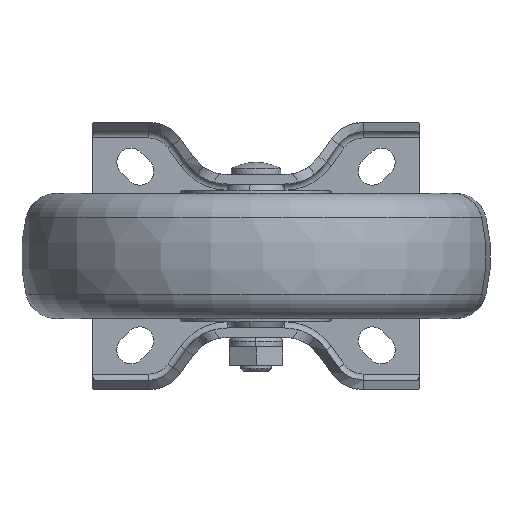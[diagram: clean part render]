
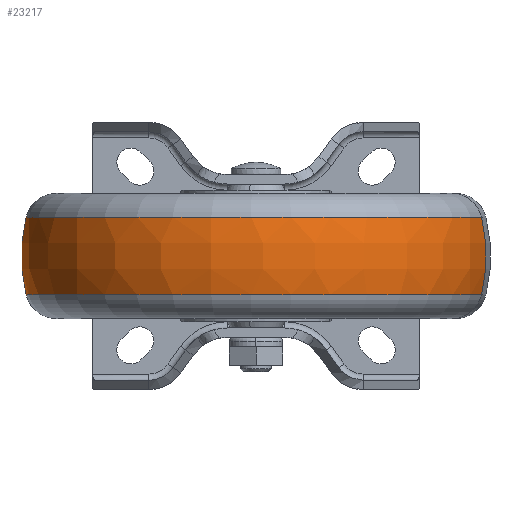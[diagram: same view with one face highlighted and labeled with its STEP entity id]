
A CAD part, front view. The second image highlights one B-rep face of the part: STEP entity #23217.
In plain terms, the highlighted toroidal (fillet/blend) face has major radius 23 mm and minor radius 52 mm.
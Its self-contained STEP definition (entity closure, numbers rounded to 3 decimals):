
#252 = DIRECTION ( 'NONE',  ( 0., 0., 1. ) ) ;
#2599 = DIRECTION ( 'NONE',  ( 0.194, 0.981, 0. ) ) ;
#5390 = CARTESIAN_POINT ( 'NONE',  ( -72.108, -103.487, -12.381 ) ) ;
#5429 = CIRCLE ( 'NONE', #18105, 73.505 ) ;
#7246 = AXIS2_PLACEMENT_3D ( 'NONE', #12181, #38154, #15920 ) ;
#7544 = VERTEX_POINT ( 'NONE', #24263 ) ;
#7779 = VERTEX_POINT ( 'NONE', #29175 ) ;
#8220 = VERTEX_POINT ( 'NONE', #5390 ) ;
#8545 = VERTEX_POINT ( 'NONE', #23957 ) ;
#10119 = DIRECTION ( 'NONE',  ( 0., 0., -1. ) ) ;
#12181 = CARTESIAN_POINT ( 'NONE',  ( -22.563, -113.287, 0. ) ) ;
#12700 = EDGE_CURVE ( 'NONE', #8220, #8545, #5429, .T. ) ;
#15490 = EDGE_CURVE ( 'NONE', #7779, #8220, #27350, .T. ) ;
#15636 = CARTESIAN_POINT ( 'NONE',  ( 0., -117.75, 0. ) ) ;
#15920 = DIRECTION ( 'NONE',  ( 0.981, -0.194, 0. ) ) ;
#16348 = EDGE_LOOP ( 'NONE', ( #27897, #20282, #24504, #35865 ) ) ;
#18105 = AXIS2_PLACEMENT_3D ( 'NONE', #22623, #252, #26354 ) ;
#20282 = ORIENTED_EDGE ( 'NONE', *, *, #15490, .T. ) ;
#22616 = CIRCLE ( 'NONE', #33914, 52. ) ;
#22623 = CARTESIAN_POINT ( 'NONE',  ( 0., -117.75, -12.381 ) ) ;
#23217 = ADVANCED_FACE ( 'NONE', ( #28286 ), #38143, .T. ) ;
#23452 = AXIS2_PLACEMENT_3D ( 'NONE', #32401, #10119, #36137 ) ;
#23957 = CARTESIAN_POINT ( 'NONE',  ( 72.108, -132.013, -12.381 ) ) ;
#24263 = CARTESIAN_POINT ( 'NONE',  ( 72.108, -132.013, 12.381 ) ) ;
#24504 = ORIENTED_EDGE ( 'NONE', *, *, #12700, .T. ) ;
#24925 = CARTESIAN_POINT ( 'NONE',  ( 22.563, -122.213, 0. ) ) ;
#26354 = DIRECTION ( 'NONE',  ( -0.981, 0.194, 0. ) ) ;
#27350 = CIRCLE ( 'NONE', #7246, 52. ) ;
#27897 = ORIENTED_EDGE ( 'NONE', *, *, #39339, .T. ) ;
#28286 = FACE_OUTER_BOUND ( 'NONE', #16348, .T. ) ;
#28643 = DIRECTION ( 'NONE',  ( -0.981, 0.194, 0. ) ) ;
#29175 = CARTESIAN_POINT ( 'NONE',  ( -72.108, -103.487, 12.381 ) ) ;
#32401 = CARTESIAN_POINT ( 'NONE',  ( 0., -117.75, 12.381 ) ) ;
#33474 = AXIS2_PLACEMENT_3D ( 'NONE', #15636, #34185, #45016 ) ;
#33914 = AXIS2_PLACEMENT_3D ( 'NONE', #24925, #2599, #28643 ) ;
#34185 = DIRECTION ( 'NONE',  ( 0., 0., -1. ) ) ;
#35865 = ORIENTED_EDGE ( 'NONE', *, *, #45439, .F. ) ;
#36137 = DIRECTION ( 'NONE',  ( 0.981, -0.194, 0. ) ) ;
#38143 = TOROIDAL_SURFACE ( 'NONE', #33474, 23., 52. ) ;
#38154 = DIRECTION ( 'NONE',  ( -0.194, -0.981, 0. ) ) ;
#39339 = EDGE_CURVE ( 'NONE', #7544, #7779, #47258, .T. ) ;
#45016 = DIRECTION ( 'NONE',  ( 0.981, -0.194, 0. ) ) ;
#45439 = EDGE_CURVE ( 'NONE', #7544, #8545, #22616, .T. ) ;
#47258 = CIRCLE ( 'NONE', #23452, 73.505 ) ;
